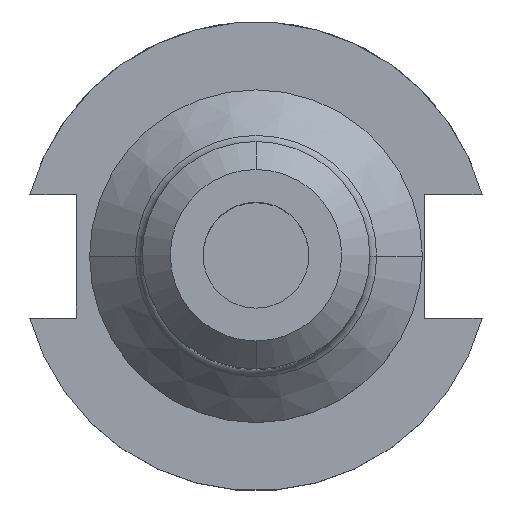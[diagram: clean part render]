
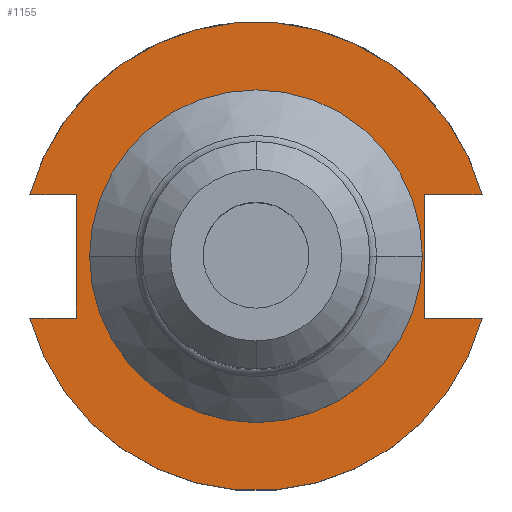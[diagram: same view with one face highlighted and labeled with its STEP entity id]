
A CAD part, top view. The second image highlights one B-rep face of the part: STEP entity #1155.
In plain terms, the highlighted planar face has unit normal (0, 0, 1).
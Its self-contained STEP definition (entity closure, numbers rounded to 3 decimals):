
#1 = AXIS2_PLACEMENT_3D ( 'NONE', #503, #763, #337 ) ;
#19 = LINE ( 'NONE', #461, #1104 ) ;
#36 = LINE ( 'NONE', #690, #1502 ) ;
#41 = LINE ( 'NONE', #633, #750 ) ;
#63 = VECTOR ( 'NONE', #1831, 1000. ) ;
#74 = CARTESIAN_POINT ( 'NONE',  ( 35.306, -12.954, 19.05 ) ) ;
#76 = DIRECTION ( 'NONE',  ( 0., -1., 0. ) ) ;
#81 = CARTESIAN_POINT ( 'NONE',  ( 0., 34.925, 19.05 ) ) ;
#101 = FACE_BOUND ( 'NONE', #730, .T. ) ;
#118 = CARTESIAN_POINT ( 'NONE',  ( -47.477, -12.954, 19.05 ) ) ;
#143 = FACE_OUTER_BOUND ( 'NONE', #212, .T. ) ;
#153 = DIRECTION ( 'NONE',  ( 1., 0., 0. ) ) ;
#169 = CARTESIAN_POINT ( 'NONE',  ( 35.306, 12.954, 19.05 ) ) ;
#170 = DIRECTION ( 'NONE',  ( 0., 0., 1. ) ) ;
#212 = EDGE_LOOP ( 'NONE', ( #1835, #644, #1696, #568, #1653, #508, #1583, #833 ) ) ;
#242 = VERTEX_POINT ( 'NONE', #1331 ) ;
#337 = DIRECTION ( 'NONE',  ( 0., -1., 0. ) ) ;
#370 = VERTEX_POINT ( 'NONE', #81 ) ;
#407 = EDGE_CURVE ( 'NONE', #1034, #899, #19, .T. ) ;
#411 = ORIENTED_EDGE ( 'NONE', *, *, #1073, .T. ) ;
#421 = CARTESIAN_POINT ( 'NONE',  ( 47.477, 12.954, 19.05 ) ) ;
#437 = VERTEX_POINT ( 'NONE', #974 ) ;
#461 = CARTESIAN_POINT ( 'NONE',  ( 0., 12.954, 19.05 ) ) ;
#503 = CARTESIAN_POINT ( 'NONE',  ( 0., 0., 19.05 ) ) ;
#505 = DIRECTION ( 'NONE',  ( 0., 1., 0. ) ) ;
#508 = ORIENTED_EDGE ( 'NONE', *, *, #407, .T. ) ;
#567 = VERTEX_POINT ( 'NONE', #707 ) ;
#568 = ORIENTED_EDGE ( 'NONE', *, *, #1578, .T. ) ;
#580 = DIRECTION ( 'NONE',  ( 1., 0., 0. ) ) ;
#598 = CIRCLE ( 'NONE', #1262, 34.925 ) ;
#633 = CARTESIAN_POINT ( 'NONE',  ( 35.306, 0., 19.05 ) ) ;
#644 = ORIENTED_EDGE ( 'NONE', *, *, #758, .T. ) ;
#670 = EDGE_CURVE ( 'NONE', #899, #761, #751, .T. ) ;
#687 = LINE ( 'NONE', #1668, #1395 ) ;
#690 = CARTESIAN_POINT ( 'NONE',  ( 0., 12.954, 19.05 ) ) ;
#699 = CARTESIAN_POINT ( 'NONE',  ( 0., 0., 19.05 ) ) ;
#706 = DIRECTION ( 'NONE',  ( 0., 0., -1. ) ) ;
#707 = CARTESIAN_POINT ( 'NONE',  ( -37.719, -12.954, 19.05 ) ) ;
#726 = DIRECTION ( 'NONE',  ( 0., 0., 1. ) ) ;
#730 = EDGE_LOOP ( 'NONE', ( #411, #984 ) ) ;
#750 = VECTOR ( 'NONE', #505, 1000. ) ;
#751 = CIRCLE ( 'NONE', #1109, 49.213 ) ;
#752 = DIRECTION ( 'NONE',  ( 1., 0., 0. ) ) ;
#758 = EDGE_CURVE ( 'NONE', #567, #1501, #820, .T. ) ;
#761 = VERTEX_POINT ( 'NONE', #1248 ) ;
#763 = DIRECTION ( 'NONE',  ( 0., 0., -1. ) ) ;
#765 = DIRECTION ( 'NONE',  ( 0., -1., 0. ) ) ;
#815 = VERTEX_POINT ( 'NONE', #1499 ) ;
#820 = LINE ( 'NONE', #1218, #63 ) ;
#833 = ORIENTED_EDGE ( 'NONE', *, *, #976, .T. ) ;
#840 = VECTOR ( 'NONE', #1470, 1000. ) ;
#857 = EDGE_CURVE ( 'NONE', #242, #567, #687, .T. ) ;
#899 = VERTEX_POINT ( 'NONE', #421 ) ;
#909 = CARTESIAN_POINT ( 'NONE',  ( 0., 0., 19.05 ) ) ;
#922 = DIRECTION ( 'NONE',  ( 0., 0., 1. ) ) ;
#933 = DIRECTION ( 'NONE',  ( 1., 0., 0. ) ) ;
#939 = DIRECTION ( 'NONE',  ( 1., 0., 0. ) ) ;
#950 = EDGE_CURVE ( 'NONE', #370, #815, #598, .T. ) ;
#965 = EDGE_CURVE ( 'NONE', #1501, #437, #1170, .T. ) ;
#974 = CARTESIAN_POINT ( 'NONE',  ( 47.477, -12.954, 19.05 ) ) ;
#976 = EDGE_CURVE ( 'NONE', #761, #242, #36, .T. ) ;
#984 = ORIENTED_EDGE ( 'NONE', *, *, #950, .T. ) ;
#1024 = CARTESIAN_POINT ( 'NONE',  ( 0., 0., 19.05 ) ) ;
#1034 = VERTEX_POINT ( 'NONE', #169 ) ;
#1043 = VERTEX_POINT ( 'NONE', #74 ) ;
#1073 = EDGE_CURVE ( 'NONE', #815, #370, #1319, .T. ) ;
#1104 = VECTOR ( 'NONE', #580, 1000. ) ;
#1109 = AXIS2_PLACEMENT_3D ( 'NONE', #1024, #170, #153 ) ;
#1155 = ADVANCED_FACE ( 'NONE', ( #101, #143 ), #1495, .T. ) ;
#1170 = CIRCLE ( 'NONE', #1444, 49.213 ) ;
#1218 = CARTESIAN_POINT ( 'NONE',  ( 0., -12.954, 19.05 ) ) ;
#1248 = CARTESIAN_POINT ( 'NONE',  ( -47.477, 12.954, 19.05 ) ) ;
#1261 = LINE ( 'NONE', #1478, #840 ) ;
#1262 = AXIS2_PLACEMENT_3D ( 'NONE', #699, #706, #765 ) ;
#1319 = CIRCLE ( 'NONE', #1, 34.925 ) ;
#1331 = CARTESIAN_POINT ( 'NONE',  ( -37.719, 12.954, 19.05 ) ) ;
#1395 = VECTOR ( 'NONE', #76, 1000. ) ;
#1444 = AXIS2_PLACEMENT_3D ( 'NONE', #909, #922, #933 ) ;
#1470 = DIRECTION ( 'NONE',  ( -1., 0., 0. ) ) ;
#1478 = CARTESIAN_POINT ( 'NONE',  ( 0., -12.954, 19.05 ) ) ;
#1495 = PLANE ( 'NONE',  #1519 ) ;
#1499 = CARTESIAN_POINT ( 'NONE',  ( 0., -34.925, 19.05 ) ) ;
#1501 = VERTEX_POINT ( 'NONE', #118 ) ;
#1502 = VECTOR ( 'NONE', #939, 1000. ) ;
#1519 = AXIS2_PLACEMENT_3D ( 'NONE', #1596, #726, #752 ) ;
#1578 = EDGE_CURVE ( 'NONE', #437, #1043, #1261, .T. ) ;
#1583 = ORIENTED_EDGE ( 'NONE', *, *, #670, .T. ) ;
#1596 = CARTESIAN_POINT ( 'NONE',  ( -48.047, -49.803, 19.05 ) ) ;
#1653 = ORIENTED_EDGE ( 'NONE', *, *, #1670, .T. ) ;
#1668 = CARTESIAN_POINT ( 'NONE',  ( -37.719, 0., 19.05 ) ) ;
#1670 = EDGE_CURVE ( 'NONE', #1043, #1034, #41, .T. ) ;
#1696 = ORIENTED_EDGE ( 'NONE', *, *, #965, .T. ) ;
#1831 = DIRECTION ( 'NONE',  ( -1., 0., 0. ) ) ;
#1835 = ORIENTED_EDGE ( 'NONE', *, *, #857, .T. ) ;
